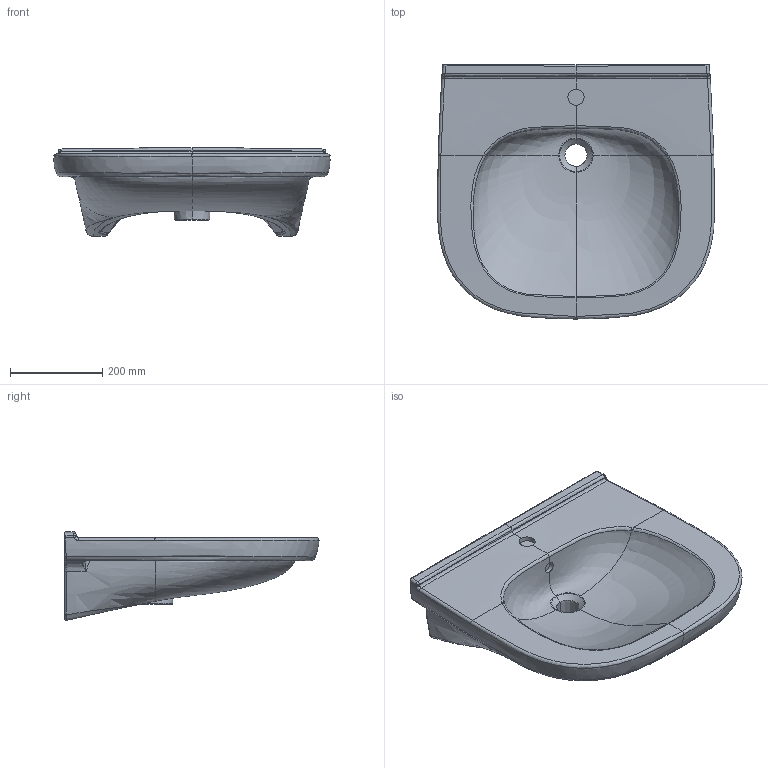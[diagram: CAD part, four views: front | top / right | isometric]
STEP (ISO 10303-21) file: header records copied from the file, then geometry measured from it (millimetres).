
FILE_DESCRIPTION(/* description */ (''),/* implementation_level */ '2;1');
FILE_NAME(/* name */ '411960_O.Novo_Vira_WT_60.stp',/* time_stamp */ '2019-02-15T07:47:42+01:00',/* author */ (''),/* organization */ (''),/* preprocessor_version */ 'ST-DEVELOPER v16',/* originating_system */ 'SIEMENS PLM Software NX 10.0',/* authorisation */ '');
FILE_SCHEMA (('AUTOMOTIVE_DESIGN { 1 0 10303 214 3 1 1 1 }'));
Products named in the file (1): math27F85B32ydfi
Bounding box: 598.93 x 550 x 191.75 mm (x, y, z)
Volume: 20101002.9 mm3; surface area: 908815.5 mm2
Topology: 1 solids, 1 shells, 224 faces, 543 edges, 314 vertices
Faces by surface type: bspline 180, plane 22, cylinder 9, extrusion 7, sphere 4, cone 2
Full cylindrical faces by diameter (mm): 35 x1
Entity records: 37197 total; most frequent: CARTESIAN_POINT 33632, ORIENTED_EDGE 1066, EDGE_CURVE 533, B_SPLINE_CURVE_WITH_KNOTS 358, VERTEX_POINT 313, DIRECTION 247, EDGE_LOOP 228, ADVANCED_FACE 224
